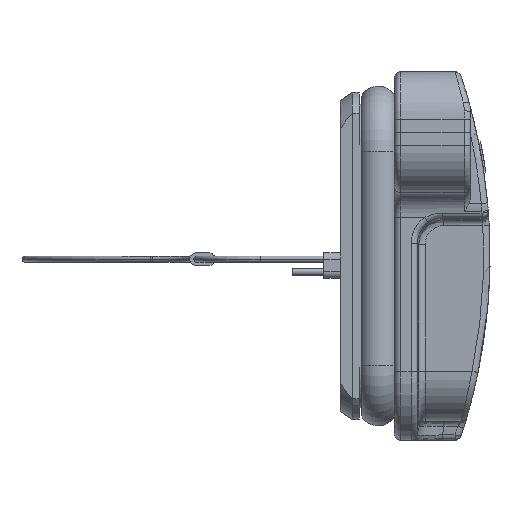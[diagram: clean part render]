
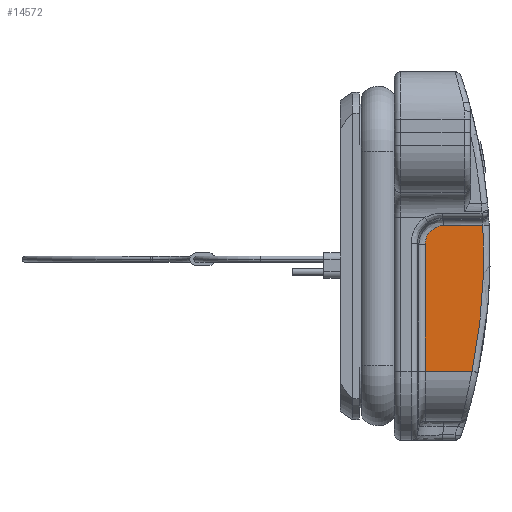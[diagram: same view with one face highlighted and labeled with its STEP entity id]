
A CAD part, left-side view. The second image highlights one B-rep face of the part: STEP entity #14572.
In plain terms, the highlighted planar face has unit normal (-1, 0, -0.018).
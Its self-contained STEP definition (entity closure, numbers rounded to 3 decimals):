
#3663=CARTESIAN_POINT('',(-45.099,174.947,
-0.017));
#3664=DIRECTION('',(1.,0.,0.017));
#3665=DIRECTION('',(-0.001,-0.999,0.054));
#3666=AXIS2_PLACEMENT_3D('',#3663,#3664,#3665);
#3668=DIRECTION('',(0.,-1.,0.));
#3669=VECTOR('',#3668,6.145);
#3670=CARTESIAN_POINT('',(-45.183,92.194,4.775));
#3671=LINE('',#3670,#3669);
#3702=DIRECTION('',(0.,-1.,0.));
#3703=VECTOR('',#3702,7.368);
#3704=CARTESIAN_POINT('',(-44.783,95.153,
-18.14));
#3705=LINE('',#3704,#3703);
#3886=CARTESIAN_POINT('',(-45.183,92.194,4.775));
#3887=CARTESIAN_POINT('',(-45.183,92.507,4.773));
#3888=CARTESIAN_POINT('',(-45.181,93.106,4.679));
#3889=CARTESIAN_POINT('',(-45.174,93.963,4.259));
#3890=CARTESIAN_POINT('',(-45.162,94.634,3.588));
#3891=CARTESIAN_POINT('',(-45.147,95.056,2.73));
#3892=CARTESIAN_POINT('',(-45.137,95.151,2.131));
#3893=CARTESIAN_POINT('',(-45.131,95.153,1.817));
#3900=DIRECTION('',(0.017,0.,-1.));
#3901=VECTOR('',#3900,19.959);
#3902=CARTESIAN_POINT('',(-45.131,95.153,1.817));
#3903=LINE('',#3902,#3901);
#7115=CARTESIAN_POINT('',(-45.183,86.049,4.775));
#7116=VERTEX_POINT('',#7115);
#7117=CARTESIAN_POINT('',(-45.183,92.194,4.775));
#7118=VERTEX_POINT('',#7117);
#7119=CARTESIAN_POINT('',(-44.783,87.785,
-18.14));
#7120=VERTEX_POINT('',#7119);
#7125=CARTESIAN_POINT('',(-44.783,95.153,
-18.14));
#7126=VERTEX_POINT('',#7125);
#7158=VERTEX_POINT('',#3893);
#14556=CARTESIAN_POINT('',(-44.983,90.529,
-6.682));
#14557=DIRECTION('',(1.,0.,0.017));
#14558=DIRECTION('',(0.,1.,0.));
#14559=AXIS2_PLACEMENT_3D('',#14556,#14557,#14558);
#14560=PLANE('',#14559);
#14562=ORIENTED_EDGE('',*,*,#14561,.T.);
#14564=ORIENTED_EDGE('',*,*,#14563,.F.);
#14566=ORIENTED_EDGE('',*,*,#14565,.F.);
#14568=ORIENTED_EDGE('',*,*,#14567,.F.);
#14569=ORIENTED_EDGE('',*,*,#14548,.T.);
#14570=EDGE_LOOP('',(#14562,#14564,#14566,#14568,#14569));
#14571=FACE_OUTER_BOUND('',#14570,.F.);
#14572=ADVANCED_FACE('',(#14571),#14560,.F.);
#3667=CIRCLE('',#3666,89.027);
#3894=B_SPLINE_CURVE_WITH_KNOTS('',3,(#3886,#3887,#3888,#3889,#3890,#3891,#3892,
#3893),.UNSPECIFIED.,.F.,.F.,(4,1,1,1,1,4),(0.,0.2,0.4,0.6,0.8,1.),
.UNSPECIFIED.);
#14548=EDGE_CURVE('',#7118,#7116,#3671,.T.);
#14561=EDGE_CURVE('',#7116,#7120,#3667,.T.);
#14563=EDGE_CURVE('',#7126,#7120,#3705,.T.);
#14565=EDGE_CURVE('',#7158,#7126,#3903,.T.);
#14567=EDGE_CURVE('',#7118,#7158,#3894,.T.);
